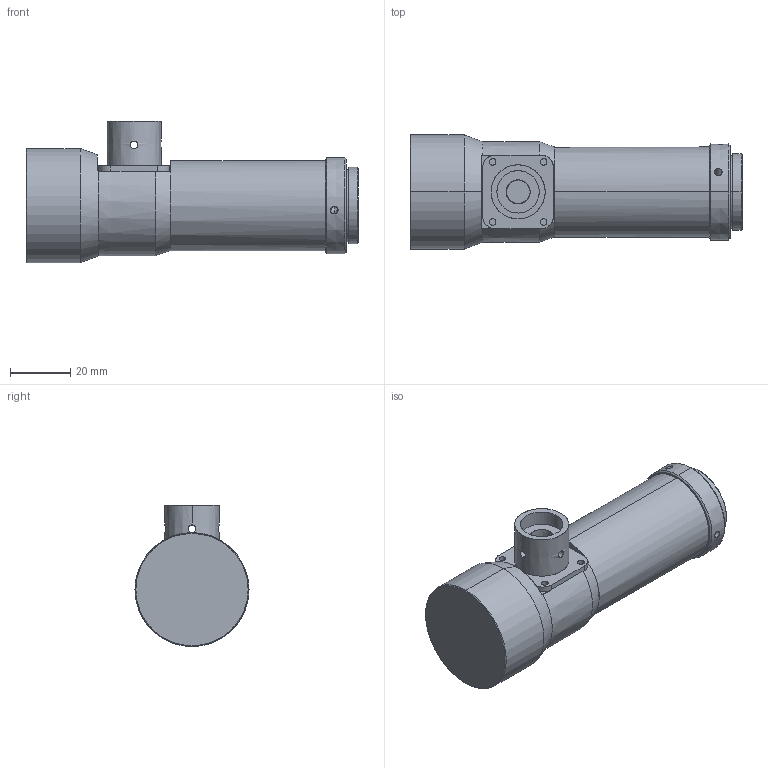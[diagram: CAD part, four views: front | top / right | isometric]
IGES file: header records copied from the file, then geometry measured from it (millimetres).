
Start section: SolidWorks IGES file using analytic representation for surfaces
Global section: file name: DTCA230-22C.IGS; native system: SolidWorks 2012; preprocessor: SolidWorks 2012; author: ZXC; date: 180411.165903; units: millimetre
Bounding box: 110.58 x 38 x 47.05 mm (x, y, z)
Surface area: 15408 mm2 (no closed solid volume)
Topology: 0 solids, 0 shells, 85 faces, 1810 edges, 1804 vertices
Faces by surface type: revolution 60, bspline 25
